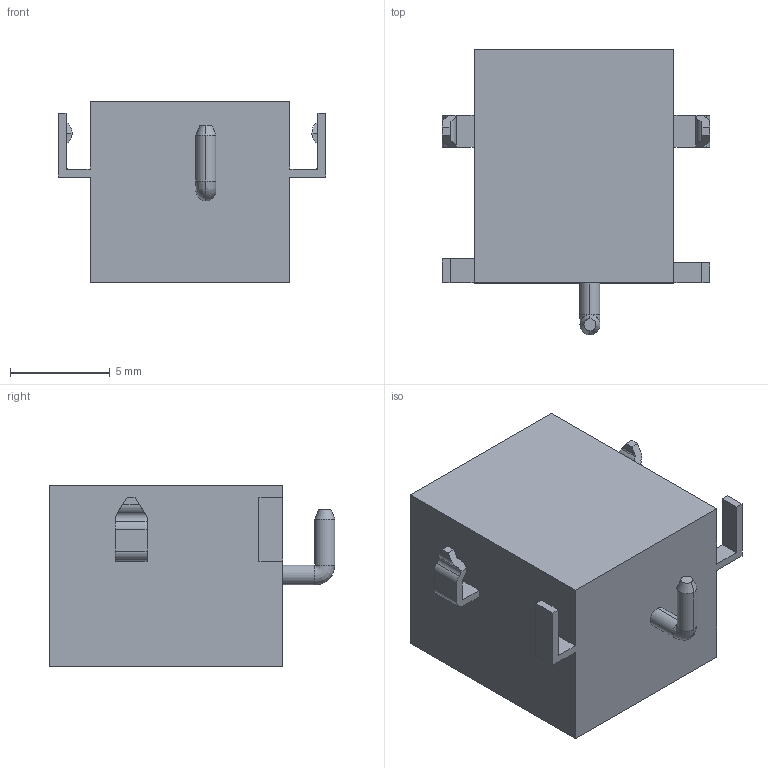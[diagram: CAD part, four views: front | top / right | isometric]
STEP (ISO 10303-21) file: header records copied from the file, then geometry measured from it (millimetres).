
FILE_DESCRIPTION((''),'2;1');
FILE_NAME('JACK-C-SMT-10A-RA','2019-08-30T09:41:20',('jirenqiang'),(''),'CREO PARAMETRIC BY PTC INC, 2018050','CREO PARAMETRIC BY PTC INC, 2018050','');
FILE_SCHEMA(('CONFIG_CONTROL_DESIGN'));
Length unit declared in the file: millimetre
Products named in the file (1): JACK-C-SMT-10A-RA
Bounding box: 13.4 x 14.3 x 9.1 mm (x, y, z)
Volume: 833.9 mm3; surface area: 939.4 mm2
Topology: 1 solids, 1 shells, 73 faces, 191 edges, 123 vertices
Faces by surface type: plane 43, cylinder 24, bspline 4, cone 2
Entity records: 2368 total; most frequent: CARTESIAN_POINT 545, ORIENTED_EDGE 378, DIRECTION 358, EDGE_CURVE 189, VECTOR 126, LINE 126, VERTEX_POINT 123, AXIS2_PLACEMENT_3D 116
